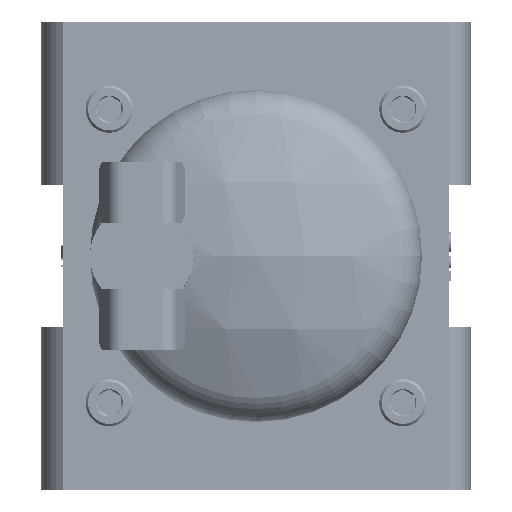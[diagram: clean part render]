
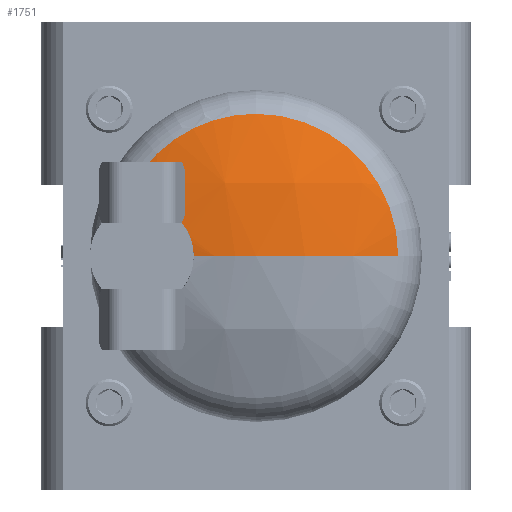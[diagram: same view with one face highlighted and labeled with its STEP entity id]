
A CAD part, front view. The second image highlights one B-rep face of the part: STEP entity #1751.
In plain terms, the highlighted spherical face has radius 54.61 mm.
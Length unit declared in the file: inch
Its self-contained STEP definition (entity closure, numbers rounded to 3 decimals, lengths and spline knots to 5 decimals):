
#392 = EDGE_CURVE ( 'NONE', #57575, #41228, #19395, .T. ) ;
#1751 = ADVANCED_FACE ( 'NONE', ( #30490 ), #43358, .T. ) ;
#3233 = CARTESIAN_POINT ( 'NONE',  ( -0.2897, -2.02782, -0.09966 ) ) ;
#4255 = CARTESIAN_POINT ( 'NONE',  ( 0.09857, -2.17183, -0.44153 ) ) ;
#4485 = CARTESIAN_POINT ( 'NONE',  ( 0.00961, -2.13971, -0.2104 ) ) ;
#4818 = DIRECTION ( 'NONE',  ( -1., 0., 0. ) ) ;
#6909 = CIRCLE ( 'NONE', #34154, 0.94213 ) ;
#8747 = CARTESIAN_POINT ( 'NONE',  ( -0.33363, -2.01085, -0.10884 ) ) ;
#9793 = CARTESIAN_POINT ( 'NONE',  ( 0.09799, -2.17162, -0.41837 ) ) ;
#10032 = CARTESIAN_POINT ( 'NONE',  ( -0.02259, -2.12797, -0.17849 ) ) ;
#10484 = AXIS2_PLACEMENT_3D ( 'NONE', #32303, #70736, #4818 ) ;
#13121 = DIRECTION ( 'NONE',  ( 0., 0., -1. ) ) ;
#14249 = CARTESIAN_POINT ( 'NONE',  ( -0.36576, -1.99835, -0.11906 ) ) ;
#15313 = CARTESIAN_POINT ( 'NONE',  ( 0.09384, -2.17013, -0.38354 ) ) ;
#15544 = CARTESIAN_POINT ( 'NONE',  ( -0.07732, -2.10785, -0.14059 ) ) ;
#17521 = CARTESIAN_POINT ( 'NONE',  ( 0.51057, -2.21167, -0.44153 ) ) ;
#18134 = VERTEX_POINT ( 'NONE', #18794 ) ;
#18794 = CARTESIAN_POINT ( 'NONE',  ( -0.37622, -1.99425, -0.12336 ) ) ;
#19264 = VERTEX_POINT ( 'NONE', #64096 ) ;
#19395 = CIRCLE ( 'NONE', #19643, 2.15 ) ;
#19546 = CARTESIAN_POINT ( 'NONE',  ( -0.26762, -2.0363, -0.09753 ) ) ;
#19643 = AXIS2_PLACEMENT_3D ( 'NONE', #46067, #13121, #51609 ) ;
#20834 = CARTESIAN_POINT ( 'NONE',  ( 0.07991, -2.16513, -0.32742 ) ) ;
#20990 = ORIENTED_EDGE ( 'NONE', *, *, #392, .F. ) ;
#21079 = CARTESIAN_POINT ( 'NONE',  ( -0.13804, -2.0853, -0.11399 ) ) ;
#21100 = ORIENTED_EDGE ( 'NONE', *, *, #25722, .F. ) ;
#21375 = DIRECTION ( 'NONE',  ( 0., 1., 0. ) ) ;
#24526 = EDGE_CURVE ( 'NONE', #19264, #18134, #36291, .T. ) ;
#25722 = EDGE_CURVE ( 'NONE', #41228, #19264, #60926, .T. ) ;
#26435 = CARTESIAN_POINT ( 'NONE',  ( 0.06119, -2.15839, -0.28515 ) ) ;
#26668 = CARTESIAN_POINT ( 'NONE',  ( -0.19112, -2.06536, -0.10167 ) ) ;
#29006 = CIRCLE ( 'NONE', #34051, 0.94213 ) ;
#29702 = DIRECTION ( 'NONE',  ( 0., 1., 0. ) ) ;
#30490 = FACE_OUTER_BOUND ( 'NONE', #56406, .T. ) ;
#30963 = DIRECTION ( 'NONE',  ( 0., 0., 1. ) ) ;
#31887 = ORIENTED_EDGE ( 'NONE', *, *, #66022, .F. ) ;
#31960 = CARTESIAN_POINT ( 'NONE',  ( 0.04404, -2.1522, -0.25533 ) ) ;
#32210 = CARTESIAN_POINT ( 'NONE',  ( -0.22377, -2.053, -0.09804 ) ) ;
#32303 = CARTESIAN_POINT ( 'NONE',  ( 0.51057, -0.06167, -0.44153 ) ) ;
#34051 = AXIS2_PLACEMENT_3D ( 'NONE', #54305, #21375, #59851 ) ;
#34154 = AXIS2_PLACEMENT_3D ( 'NONE', #62597, #29702, #68118 ) ;
#35242 = VERTEX_POINT ( 'NONE', #51658 ) ;
#35978 = CARTESIAN_POINT ( 'NONE',  ( -0.24543, -2.04476, -0.09753 ) ) ;
#36291 = B_SPLINE_CURVE_WITH_KNOTS ( 'NONE', 3,
 ( #35978, #19546, #3233, #41728, #8747, #47223, #14249, #52729 ),
 .UNSPECIFIED., .F., .F.,
 ( 4, 2, 2, 4 ),
 ( 0.03183, 0.03364, 0.03454, 0.03544 ),
 .UNSPECIFIED. ) ;
#36868 = EDGE_CURVE ( 'NONE', #57575, #42816, #37414, .T. ) ;
#37263 = CARTESIAN_POINT ( 'NONE',  ( 0.09857, -2.17183, -0.42996 ) ) ;
#37414 = CIRCLE ( 'NONE', #61970, 2.15 ) ;
#37503 = CARTESIAN_POINT ( 'NONE',  ( 0.02425, -2.14503, -0.22767 ) ) ;
#37745 = CARTESIAN_POINT ( 'NONE',  ( -0.24543, -2.04476, -0.09753 ) ) ;
#41228 = VERTEX_POINT ( 'NONE', #63621 ) ;
#41728 = CARTESIAN_POINT ( 'NONE',  ( -0.32268, -2.01509, -0.10613 ) ) ;
#41974 = ORIENTED_EDGE ( 'NONE', *, *, #24526, .F. ) ;
#42816 = VERTEX_POINT ( 'NONE', #52966 ) ;
#42996 = CARTESIAN_POINT ( 'NONE',  ( 0.00181, -2.13687, -0.20208 ) ) ;
#43358 = SPHERICAL_SURFACE ( 'NONE', #10484, 2.15 ) ;
#46067 = CARTESIAN_POINT ( 'NONE',  ( 0.51057, -0.06167, -0.44153 ) ) ;
#47223 = CARTESIAN_POINT ( 'NONE',  ( -0.35515, -2.00248, -0.1153 ) ) ;
#48282 = CARTESIAN_POINT ( 'NONE',  ( 0.09563, -2.17077, -0.39518 ) ) ;
#48520 = CARTESIAN_POINT ( 'NONE',  ( -0.04007, -2.12157, -0.16466 ) ) ;
#51609 = DIRECTION ( 'NONE',  ( -1., 0., 0. ) ) ;
#51658 = CARTESIAN_POINT ( 'NONE',  ( 0.51057, -1.99425, 0.50061 ) ) ;
#52729 = CARTESIAN_POINT ( 'NONE',  ( -0.37622, -1.99425, -0.12336 ) ) ;
#52966 = CARTESIAN_POINT ( 'NONE',  ( 1.4527, -1.99425, -0.44153 ) ) ;
#53781 = CARTESIAN_POINT ( 'NONE',  ( 0.08681, -2.16761, -0.34939 ) ) ;
#54026 = CARTESIAN_POINT ( 'NONE',  ( -0.09727, -2.10047, -0.1303 ) ) ;
#54305 = CARTESIAN_POINT ( 'NONE',  ( 0.51057, -1.99425, -0.44153 ) ) ;
#56174 = ORIENTED_EDGE ( 'NONE', *, *, #63030, .F. ) ;
#56406 = EDGE_LOOP ( 'NONE', ( #20990, #62570, #31887, #56174, #41974, #21100 ) ) ;
#57575 = VERTEX_POINT ( 'NONE', #17521 ) ;
#59322 = CARTESIAN_POINT ( 'NONE',  ( 0.0663, -2.16023, -0.29561 ) ) ;
#59557 = CARTESIAN_POINT ( 'NONE',  ( -0.15896, -2.07747, -0.10786 ) ) ;
#59851 = DIRECTION ( 'NONE',  ( 0., 0., 1. ) ) ;
#60926 = B_SPLINE_CURVE_WITH_KNOTS ( 'NONE', 3,
 ( #4255, #37263, #9793, #48282, #15313, #53781, #20834, #59322, #26435, #64866, #31960, #70398, #37503, #4485, #42996, #10032, #48520, #15544, #54026, #21079, #59557, #26668, #65108, #32210, #70638, #37745 ),
 .UNSPECIFIED., .F., .F.,
 ( 4, 2, 2, 2, 2, 2, 2, 2, 2, 2, 2, 2, 4 ),
 ( 0.01774, 0.01862, 0.0195, 0.02126, 0.02214, 0.02303, 0.02391, 0.02479, 0.02655, 0.02831, 0.03007, 0.03095, 0.03183 ),
 .UNSPECIFIED. ) ;
#61970 = AXIS2_PLACEMENT_3D ( 'NONE', #63860, #30963, #69408 ) ;
#62570 = ORIENTED_EDGE ( 'NONE', *, *, #36868, .T. ) ;
#62597 = CARTESIAN_POINT ( 'NONE',  ( 0.51057, -1.99425, -0.44153 ) ) ;
#63030 = EDGE_CURVE ( 'NONE', #18134, #35242, #29006, .T. ) ;
#63621 = CARTESIAN_POINT ( 'NONE',  ( 0.09857, -2.17183, -0.44153 ) ) ;
#63860 = CARTESIAN_POINT ( 'NONE',  ( 0.51057, -0.06167, -0.44153 ) ) ;
#64096 = CARTESIAN_POINT ( 'NONE',  ( -0.24543, -2.04476, -0.09753 ) ) ;
#64866 = CARTESIAN_POINT ( 'NONE',  ( 0.05006, -2.15438, -0.26503 ) ) ;
#65108 = CARTESIAN_POINT ( 'NONE',  ( -0.20203, -2.06124, -0.1001 ) ) ;
#66022 = EDGE_CURVE ( 'NONE', #35242, #42816, #6909, .T. ) ;
#68118 = DIRECTION ( 'NONE',  ( 0., 0., 1. ) ) ;
#69408 = DIRECTION ( 'NONE',  ( 1., 0., 0. ) ) ;
#70398 = CARTESIAN_POINT ( 'NONE',  ( 0.03114, -2.14753, -0.23665 ) ) ;
#70638 = CARTESIAN_POINT ( 'NONE',  ( -0.23461, -2.04888, -0.09753 ) ) ;
#70736 = DIRECTION ( 'NONE',  ( 0., 0., 1. ) ) ;
